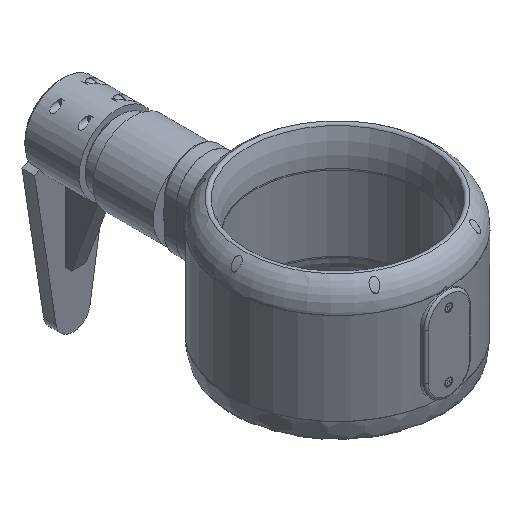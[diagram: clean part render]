
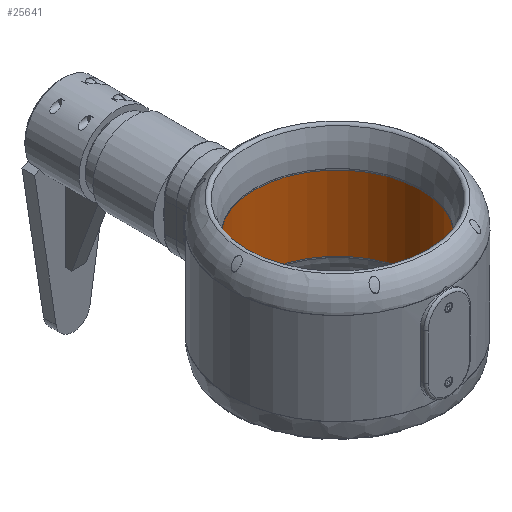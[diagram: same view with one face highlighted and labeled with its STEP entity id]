
A CAD part, isometric view. The second image highlights one B-rep face of the part: STEP entity #25641.
In plain terms, the highlighted cylindrical face has radius 145 mm (diameter 290 mm), a full revolution.
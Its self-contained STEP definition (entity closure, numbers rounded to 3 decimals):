
#1634 = CARTESIAN_POINT ( 'NONE',  ( 145., -320.6, 65.413 ) ) ;
#1700 = DIRECTION ( 'NONE',  ( 0., 0., 1. ) ) ;
#2555 = AXIS2_PLACEMENT_3D ( 'NONE', #2777, #19527, #4754 ) ;
#2777 = CARTESIAN_POINT ( 'NONE',  ( 0., -320.6, -65.525 ) ) ;
#2969 = DIRECTION ( 'NONE',  ( 0., 0., 1. ) ) ;
#3172 = FACE_OUTER_BOUND ( 'NONE', #24690, .T. ) ;
#4126 = AXIS2_PLACEMENT_3D ( 'NONE', #23305, #2969, #19098 ) ;
#4754 = DIRECTION ( 'NONE',  ( 1., 0., 0. ) ) ;
#6675 = AXIS2_PLACEMENT_3D ( 'NONE', #16102, #1700, #24020 ) ;
#8340 = CARTESIAN_POINT ( 'NONE',  ( 145., -320.6, -65.525 ) ) ;
#12681 = CIRCLE ( 'NONE', #2555, 145. ) ;
#12718 = EDGE_CURVE ( 'NONE', #19865, #19865, #15973, .T. ) ;
#13328 = EDGE_LOOP ( 'NONE', ( #20287 ) ) ;
#15295 = ORIENTED_EDGE ( 'NONE', *, *, #22577, .F. ) ;
#15973 = CIRCLE ( 'NONE', #4126, 145. ) ;
#16102 = CARTESIAN_POINT ( 'NONE',  ( 0., -320.6, -64.25 ) ) ;
#18137 = VERTEX_POINT ( 'NONE', #8340 ) ;
#19098 = DIRECTION ( 'NONE',  ( 1., 0., 0. ) ) ;
#19527 = DIRECTION ( 'NONE',  ( 0., 0., 1. ) ) ;
#19865 = VERTEX_POINT ( 'NONE', #1634 ) ;
#19930 = CYLINDRICAL_SURFACE ( 'NONE', #6675, 145. ) ;
#20055 = FACE_OUTER_BOUND ( 'NONE', #13328, .T. ) ;
#20287 = ORIENTED_EDGE ( 'NONE', *, *, #12718, .T. ) ;
#22577 = EDGE_CURVE ( 'NONE', #18137, #18137, #12681, .T. ) ;
#23305 = CARTESIAN_POINT ( 'NONE',  ( 0., -320.6, 65.413 ) ) ;
#24020 = DIRECTION ( 'NONE',  ( -0.913, 0.409, 0. ) ) ;
#24690 = EDGE_LOOP ( 'NONE', ( #15295 ) ) ;
#25641 = ADVANCED_FACE ( 'NONE', ( #3172, #20055 ), #19930, .F. ) ;
